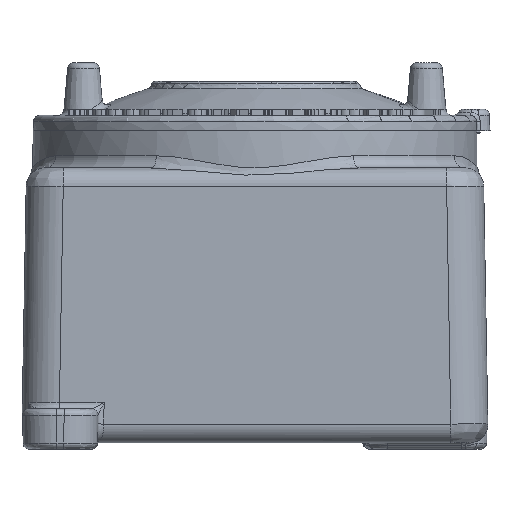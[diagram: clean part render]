
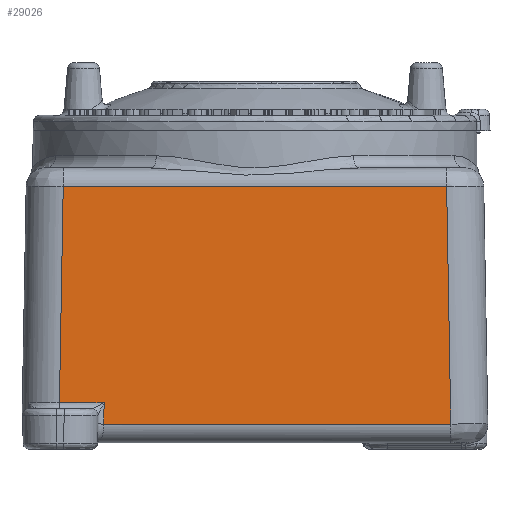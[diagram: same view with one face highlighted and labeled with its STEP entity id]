
A CAD part, front view. The second image highlights one B-rep face of the part: STEP entity #29026.
In plain terms, the highlighted planar face has unit normal (0, -1, 0.018).
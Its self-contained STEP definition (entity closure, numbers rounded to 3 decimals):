
#28456=CARTESIAN_POINT('',(-62.051,-74.049,83.105));
#28457=VERTEX_POINT('',#28456);
#28465=CARTESIAN_POINT('',(62.051,-74.049,83.105));
#28466=VERTEX_POINT('',#28465);
#28467=CARTESIAN_POINT('',(-62.051,-74.049,83.105));
#28468=DIRECTION('',(1.0,0.0,0.0));
#28469=VECTOR('',#28468,124.102);
#28470=LINE('',#28467,#28469);
#28471=EDGE_CURVE('',#28457,#28466,#28470,.T.);
#28503=CARTESIAN_POINT('',(63.395,-75.393,6.105));
#28504=VERTEX_POINT('',#28503);
#28505=CARTESIAN_POINT('',(62.051,-74.049,83.105));
#28506=DIRECTION('',(0.017,-0.017,-1.));
#28507=VECTOR('',#28506,77.023);
#28508=LINE('',#28505,#28507);
#28509=EDGE_CURVE('',#28466,#28504,#28508,.T.);
#28966=CARTESIAN_POINT('',(-48.935,-75.393,6.105));
#28967=VERTEX_POINT('',#28966);
#28985=CARTESIAN_POINT('',(63.395,-75.393,6.105));
#28986=DIRECTION('',(-1.0,0.0,0.0));
#28987=VECTOR('',#28986,112.33);
#28988=LINE('',#28985,#28987);
#28989=EDGE_CURVE('',#28504,#28967,#28988,.T.);
#28994=CARTESIAN_POINT('',(75.5,-75.5,0.));
#28995=DIRECTION('',(0.,-1.,0.017));
#28996=DIRECTION('',(0.0,-0.017,-1.));
#28997=AXIS2_PLACEMENT_3D('',#28994,#28995,#28996);
#28998=PLANE('',#28997);
#28999=CARTESIAN_POINT('',(-48.815,-75.274,12.965));
#29000=VERTEX_POINT('',#28999);
#29001=CARTESIAN_POINT('',(-48.935,-75.393,6.105));
#29002=DIRECTION('',(0.017,0.017,1.));
#29003=VECTOR('',#29002,6.862);
#29004=LINE('',#29001,#29003);
#29005=EDGE_CURVE('',#28967,#29000,#29004,.T.);
#29006=ORIENTED_EDGE('',*,*,#29005,.F.);
#29007=ORIENTED_EDGE('',*,*,#28989,.F.);
#29008=ORIENTED_EDGE('',*,*,#28509,.F.);
#29009=ORIENTED_EDGE('',*,*,#28471,.F.);
#29010=CARTESIAN_POINT('',(-63.276,-75.274,12.965));
#29011=VERTEX_POINT('',#29010);
#29012=CARTESIAN_POINT('',(-63.276,-75.274,12.965));
#29013=DIRECTION('',(0.017,0.017,1.));
#29014=VECTOR('',#29013,70.161);
#29015=LINE('',#29012,#29014);
#29016=EDGE_CURVE('',#29011,#28457,#29015,.T.);
#29017=ORIENTED_EDGE('',*,*,#29016,.F.);
#29018=CARTESIAN_POINT('',(-48.815,-75.274,12.965));
#29019=DIRECTION('',(-1.0,0.0,0.0));
#29020=VECTOR('',#29019,14.46);
#29021=LINE('',#29018,#29020);
#29022=EDGE_CURVE('',#29000,#29011,#29021,.T.);
#29023=ORIENTED_EDGE('',*,*,#29022,.F.);
#29024=EDGE_LOOP('',(#29006,#29007,#29008,#29009,#29017,#29023));
#29025=FACE_OUTER_BOUND('',#29024,.T.);
#29026=ADVANCED_FACE('',(#29025),#28998,.T.);
